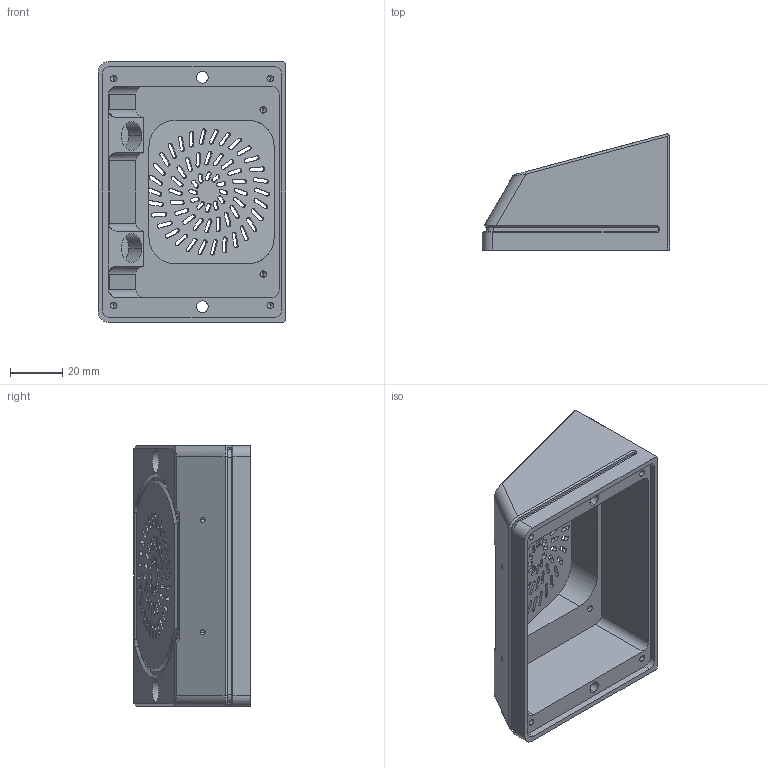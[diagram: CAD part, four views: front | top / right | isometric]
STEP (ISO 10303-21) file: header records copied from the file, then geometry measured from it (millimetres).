
FILE_DESCRIPTION (( 'STEP AP214' ), '1' );
FILE_NAME ('ÎÄÌ.003.03.02.00.001 Êîðïóñ.STEP', '2020-09-16T13:15:22', ( '' ), ( '' ), 'SwSTEP 2.0', 'SolidWorks 2020', '' );
FILE_SCHEMA (( 'AUTOMOTIVE_DESIGN' ));
Length unit declared in the file: millimetre
Products named in the file (1): ÎÄÌ.003.03.02.00.001 Êîðïóñ
Bounding box: 72 x 44.65 x 100 mm (x, y, z)
Volume: 78206.5 mm3; surface area: 37887.8 mm2
Topology: 1 solids, 1 shells, 491 faces, 1380 edges, 890 vertices
Faces by surface type: cylinder 257, plane 194, cone 26, bspline 8, sphere 6
Entity records: 17107 total; most frequent: CARTESIAN_POINT 3778, DIRECTION 2785, ORIENTED_EDGE 2736, EDGE_CURVE 1368, AXIS2_PLACEMENT_3D 991, VERTEX_POINT 890, VECTOR 803, LINE 803
